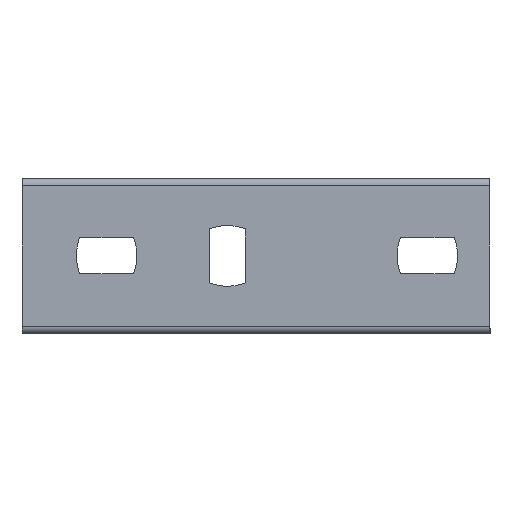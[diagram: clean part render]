
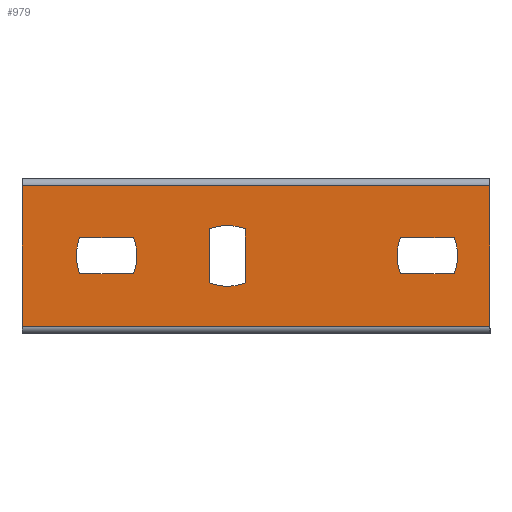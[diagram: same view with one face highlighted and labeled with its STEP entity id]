
A CAD part, left-side view. The second image highlights one B-rep face of the part: STEP entity #979.
In plain terms, the highlighted planar face has unit normal (-1, 0, 0).
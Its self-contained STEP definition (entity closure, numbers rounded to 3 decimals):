
#426 = DIRECTION ( 'NONE',  ( 0., 0., -1. ) ) ;
#431 = DIRECTION ( 'NONE',  ( 1., 0., 0. ) ) ;
#435 = CARTESIAN_POINT ( 'NONE',  ( -1.607, 11.823, 21.607 ) ) ;
#639 = CARTESIAN_POINT ( 'NONE',  ( -1.607, 114., 26.607 ) ) ;
#656 = DIRECTION ( 'NONE',  ( 0., -1., 0. ) ) ;
#695 = DIRECTION ( 'NONE',  ( 0., 0., 1. ) ) ;
#698 = DIRECTION ( 'NONE',  ( 0., 1., 0. ) ) ;
#699 = DIRECTION ( 'NONE',  ( 0., 1., 0. ) ) ;
#702 = CARTESIAN_POINT ( 'NONE',  ( -1.607, 47.5, 2. ) ) ;
#704 = DIRECTION ( 'NONE',  ( 0., 0., -1. ) ) ;
#705 = CARTESIAN_POINT ( 'NONE',  ( -1.607, 130., -13.393 ) ) ;
#708 = CARTESIAN_POINT ( 'NONE',  ( -1.607, 47.5, 41.107 ) ) ;
#710 = DIRECTION ( 'NONE',  ( 0., 1., 0. ) ) ;
#712 = CARTESIAN_POINT ( 'NONE',  ( -1.607, 9.9, 16.607 ) ) ;
#713 = DIRECTION ( 'NONE',  ( 0., 0., -1. ) ) ;
#714 = DIRECTION ( 'NONE',  ( 1., 0., 0. ) ) ;
#715 = CARTESIAN_POINT ( 'NONE',  ( -1.607, 22.977, 21.607 ) ) ;
#720 = CARTESIAN_POINT ( 'NONE',  ( -1.607, 0., 66.607 ) ) ;
#723 = DIRECTION ( 'NONE',  ( 0., -1., 0. ) ) ;
#725 = CARTESIAN_POINT ( 'NONE',  ( -1.607, 9.9, 26.607 ) ) ;
#726 = DIRECTION ( 'NONE',  ( 0., 0., -1. ) ) ;
#727 = DIRECTION ( 'NONE',  ( 1., 0., 0. ) ) ;
#729 = CARTESIAN_POINT ( 'NONE',  ( -1.607, 73., 27.184 ) ) ;
#736 = DIRECTION ( 'NONE',  ( 0., 0., 1. ) ) ;
#737 = CARTESIAN_POINT ( 'NONE',  ( -1.607, 78., 29.107 ) ) ;
#979 = ADVANCED_FACE ( 'NONE', ( #2265, #2249, #2251, #2250 ), #1529, .F. ) ;
#1219 = DIRECTION ( 'NONE',  ( 0., 0., -1. ) ) ;
#1220 = DIRECTION ( 'NONE',  ( 1., 0., 0. ) ) ;
#1221 = CARTESIAN_POINT ( 'NONE',  ( -1.607, 100.923, 21.607 ) ) ;
#1314 = DIRECTION ( 'NONE',  ( 0., 1., 0. ) ) ;
#1327 = CARTESIAN_POINT ( 'NONE',  ( -1.607, 114., 16.607 ) ) ;
#1357 = DIRECTION ( 'NONE',  ( 0., 0., -1. ) ) ;
#1358 = DIRECTION ( 'NONE',  ( 1., 0., 0. ) ) ;
#1359 = CARTESIAN_POINT ( 'NONE',  ( -1.607, 112.077, 21.607 ) ) ;
#1376 = DIRECTION ( 'NONE',  ( 0., 0., -1. ) ) ;
#1377 = DIRECTION ( 'NONE',  ( 0., 0., -1. ) ) ;
#1378 = DIRECTION ( 'NONE',  ( 1., 0., 0. ) ) ;
#1379 = CARTESIAN_POINT ( 'NONE',  ( -1.607, 73., 16.031 ) ) ;
#1382 = CARTESIAN_POINT ( 'NONE',  ( -1.607, 68., 29.107 ) ) ;
#1407 = CARTESIAN_POINT ( 'NONE',  ( -1.607, 99., 26.607 ) ) ;
#1417 = CARTESIAN_POINT ( 'NONE',  ( -1.607, 0., 2. ) ) ;
#1418 = CARTESIAN_POINT ( 'NONE',  ( -1.607, 0., 41.107 ) ) ;
#1438 = CARTESIAN_POINT ( 'NONE',  ( -1.607, 78., 14.107 ) ) ;
#1466 = CARTESIAN_POINT ( 'NONE',  ( -1.607, 68., 29.107 ) ) ;
#1469 = CARTESIAN_POINT ( 'NONE',  ( -1.607, 9.9, 26.607 ) ) ;
#1481 = CARTESIAN_POINT ( 'NONE',  ( -1.607, 24.9, 26.607 ) ) ;
#1508 = CARTESIAN_POINT ( 'NONE',  ( -1.607, 114., 26.607 ) ) ;
#1509 = CARTESIAN_POINT ( 'NONE',  ( -1.607, 99., 16.607 ) ) ;
#1514 = CARTESIAN_POINT ( 'NONE',  ( -1.607, 130., 41.107 ) ) ;
#1521 = CARTESIAN_POINT ( 'NONE',  ( -1.607, 114., 16.607 ) ) ;
#1525 = DIRECTION ( 'NONE',  ( 0., 0., -1. ) ) ;
#1526 = CARTESIAN_POINT ( 'NONE',  ( -1.607, 78., 29.107 ) ) ;
#1529 = PLANE ( 'NONE',  #2870 ) ;
#1534 = CARTESIAN_POINT ( 'NONE',  ( -1.607, 130., 2. ) ) ;
#1535 = CARTESIAN_POINT ( 'NONE',  ( -1.607, 24.9, 16.607 ) ) ;
#1536 = CARTESIAN_POINT ( 'NONE',  ( -1.607, 47.5, 69.107 ) ) ;
#1567 = CARTESIAN_POINT ( 'NONE',  ( -1.607, 9.9, 16.607 ) ) ;
#1576 = CARTESIAN_POINT ( 'NONE',  ( -1.607, 68., 14.107 ) ) ;
#1582 = DIRECTION ( 'NONE',  ( 1., 0., 0. ) ) ;
#1934 = VECTOR ( 'NONE', #695, 1000. ) ;
#1936 = VECTOR ( 'NONE', #698, 1000. ) ;
#1938 = VECTOR ( 'NONE', #699, 1000. ) ;
#1939 = LINE ( 'NONE', #705, #1934 ) ;
#1940 = VECTOR ( 'NONE', #704, 1000. ) ;
#1941 = LINE ( 'NONE', #702, #1938 ) ;
#1943 = LINE ( 'NONE', #708, #1936 ) ;
#1945 = LINE ( 'NONE', #720, #1940 ) ;
#1946 = VECTOR ( 'NONE', #710, 1000. ) ;
#1949 = LINE ( 'NONE', #712, #1946 ) ;
#1952 = CIRCLE ( 'NONE', #3175, 14. ) ;
#1953 = VECTOR ( 'NONE', #723, 1000. ) ;
#1956 = LINE ( 'NONE', #725, #1953 ) ;
#1959 = CIRCLE ( 'NONE', #3153, 14. ) ;
#1962 = VECTOR ( 'NONE', #736, 1000. ) ;
#1965 = LINE ( 'NONE', #737, #1962 ) ;
#2002 = CIRCLE ( 'NONE', #3238, 14. ) ;
#2026 = VECTOR ( 'NONE', #656, 1000. ) ;
#2031 = LINE ( 'NONE', #639, #2026 ) ;
#2057 = CIRCLE ( 'NONE', #3256, 14. ) ;
#2088 = VECTOR ( 'NONE', #1314, 1000. ) ;
#2095 = LINE ( 'NONE', #1327, #2088 ) ;
#2106 = CIRCLE ( 'NONE', #3233, 14. ) ;
#2110 = VECTOR ( 'NONE', #1376, 1000. ) ;
#2112 = CIRCLE ( 'NONE', #3183, 14. ) ;
#2125 = LINE ( 'NONE', #1382, #2110 ) ;
#2249 = FACE_BOUND ( 'NONE', #2566, .T. ) ;
#2250 = FACE_BOUND ( 'NONE', #2528, .T. ) ;
#2251 = FACE_BOUND ( 'NONE', #2522, .T. ) ;
#2265 = FACE_OUTER_BOUND ( 'NONE', #2468, .T. ) ;
#2308 = VERTEX_POINT ( 'NONE', #1576 ) ;
#2312 = VERTEX_POINT ( 'NONE', #1567 ) ;
#2339 = VERTEX_POINT ( 'NONE', #1535 ) ;
#2340 = VERTEX_POINT ( 'NONE', #1534 ) ;
#2347 = VERTEX_POINT ( 'NONE', #1526 ) ;
#2351 = VERTEX_POINT ( 'NONE', #1521 ) ;
#2357 = VERTEX_POINT ( 'NONE', #1514 ) ;
#2362 = VERTEX_POINT ( 'NONE', #1509 ) ;
#2363 = VERTEX_POINT ( 'NONE', #1508 ) ;
#2384 = VERTEX_POINT ( 'NONE', #1481 ) ;
#2390 = VERTEX_POINT ( 'NONE', #1469 ) ;
#2393 = VERTEX_POINT ( 'NONE', #1466 ) ;
#2412 = VERTEX_POINT ( 'NONE', #1438 ) ;
#2423 = VERTEX_POINT ( 'NONE', #1418 ) ;
#2424 = VERTEX_POINT ( 'NONE', #1417 ) ;
#2431 = VERTEX_POINT ( 'NONE', #1407 ) ;
#2468 = EDGE_LOOP ( 'NONE', ( #2652, #2655, #2656, #2657 ) ) ;
#2522 = EDGE_LOOP ( 'NONE', ( #2669, #2670, #2671, #2672 ) ) ;
#2528 = EDGE_LOOP ( 'NONE', ( #2673, #2674, #2675, #2676 ) ) ;
#2566 = EDGE_LOOP ( 'NONE', ( #2664, #2666, #2667, #2668 ) ) ;
#2652 = ORIENTED_EDGE ( 'NONE', *, *, #3006, .F. ) ;
#2655 = ORIENTED_EDGE ( 'NONE', *, *, #3005, .F. ) ;
#2656 = ORIENTED_EDGE ( 'NONE', *, *, #3007, .T. ) ;
#2657 = ORIENTED_EDGE ( 'NONE', *, *, #3008, .F. ) ;
#2664 = ORIENTED_EDGE ( 'NONE', *, *, #2889, .T. ) ;
#2666 = ORIENTED_EDGE ( 'NONE', *, *, #2896, .T. ) ;
#2667 = ORIENTED_EDGE ( 'NONE', *, *, #2996, .T. ) ;
#2668 = ORIENTED_EDGE ( 'NONE', *, *, #2993, .T. ) ;
#2669 = ORIENTED_EDGE ( 'NONE', *, *, #2937, .T. ) ;
#2670 = ORIENTED_EDGE ( 'NONE', *, *, #2951, .T. ) ;
#2671 = ORIENTED_EDGE ( 'NONE', *, *, #2901, .T. ) ;
#2672 = ORIENTED_EDGE ( 'NONE', *, *, #2912, .T. ) ;
#2673 = ORIENTED_EDGE ( 'NONE', *, *, #3000, .T. ) ;
#2674 = ORIENTED_EDGE ( 'NONE', *, *, #3002, .T. ) ;
#2675 = ORIENTED_EDGE ( 'NONE', *, *, #2969, .T. ) ;
#2676 = ORIENTED_EDGE ( 'NONE', *, *, #2998, .T. ) ;
#2870 = AXIS2_PLACEMENT_3D ( 'NONE', #1536, #1582, #1525 ) ;
#2889 = EDGE_CURVE ( 'NONE', #2347, #2393, #2112, .T. ) ;
#2896 = EDGE_CURVE ( 'NONE', #2393, #2308, #2125, .T. ) ;
#2901 = EDGE_CURVE ( 'NONE', #2431, #2362, #2106, .T. ) ;
#2912 = EDGE_CURVE ( 'NONE', #2362, #2351, #2095, .T. ) ;
#2937 = EDGE_CURVE ( 'NONE', #2351, #2363, #2057, .T. ) ;
#2951 = EDGE_CURVE ( 'NONE', #2363, #2431, #2031, .T. ) ;
#2969 = EDGE_CURVE ( 'NONE', #2339, #2384, #2002, .T. ) ;
#2993 = EDGE_CURVE ( 'NONE', #2412, #2347, #1965, .T. ) ;
#2996 = EDGE_CURVE ( 'NONE', #2308, #2412, #1959, .T. ) ;
#2998 = EDGE_CURVE ( 'NONE', #2384, #2390, #1956, .T. ) ;
#3000 = EDGE_CURVE ( 'NONE', #2390, #2312, #1952, .T. ) ;
#3002 = EDGE_CURVE ( 'NONE', #2312, #2339, #1949, .T. ) ;
#3005 = EDGE_CURVE ( 'NONE', #2423, #2424, #1945, .T. ) ;
#3006 = EDGE_CURVE ( 'NONE', #2424, #2340, #1941, .T. ) ;
#3007 = EDGE_CURVE ( 'NONE', #2423, #2357, #1943, .T. ) ;
#3008 = EDGE_CURVE ( 'NONE', #2340, #2357, #1939, .T. ) ;
#3153 = AXIS2_PLACEMENT_3D ( 'NONE', #729, #727, #726 ) ;
#3175 = AXIS2_PLACEMENT_3D ( 'NONE', #715, #714, #713 ) ;
#3183 = AXIS2_PLACEMENT_3D ( 'NONE', #1379, #1378, #1377 ) ;
#3233 = AXIS2_PLACEMENT_3D ( 'NONE', #1359, #1358, #1357 ) ;
#3238 = AXIS2_PLACEMENT_3D ( 'NONE', #435, #431, #426 ) ;
#3256 = AXIS2_PLACEMENT_3D ( 'NONE', #1221, #1220, #1219 ) ;
